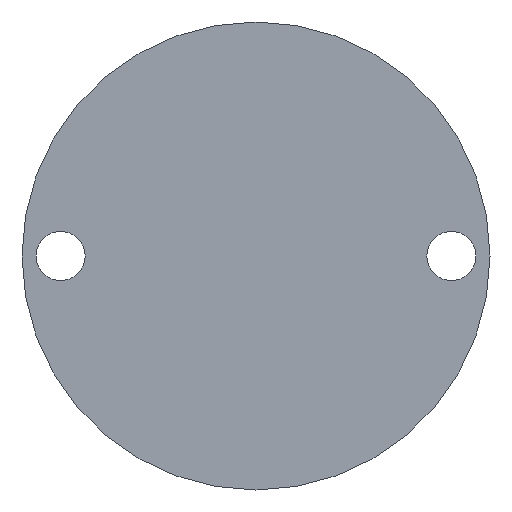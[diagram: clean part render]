
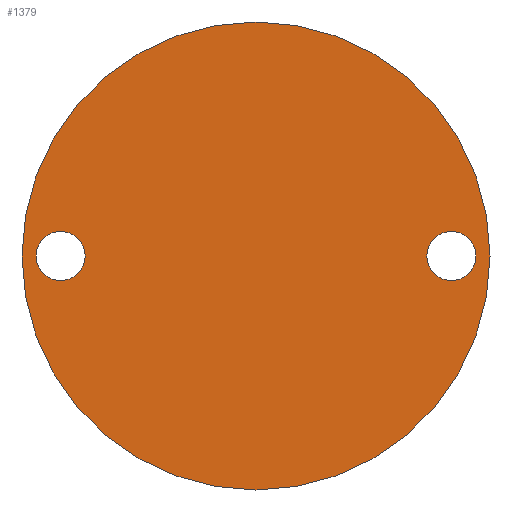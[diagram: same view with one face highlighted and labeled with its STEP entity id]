
A CAD part, front view. The second image highlights one B-rep face of the part: STEP entity #1379.
In plain terms, the highlighted planar face has unit normal (0, -1, 0).
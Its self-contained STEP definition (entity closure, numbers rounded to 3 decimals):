
#29 = ORIENTED_EDGE ( 'NONE', *, *, #1019, .T. ) ;
#30 = VERTEX_POINT ( 'NONE', #777 ) ;
#64 = ORIENTED_EDGE ( 'NONE', *, *, #1039, .T. ) ;
#94 = AXIS2_PLACEMENT_3D ( 'NONE', #795, #1437, #1098 ) ;
#272 = DIRECTION ( 'NONE',  ( 0., 1., 0. ) ) ;
#310 = CARTESIAN_POINT ( 'NONE',  ( 0., 0., 0. ) ) ;
#399 = CARTESIAN_POINT ( 'NONE',  ( -41.75, 0., 0. ) ) ;
#407 = AXIS2_PLACEMENT_3D ( 'NONE', #1406, #926, #1563 ) ;
#416 = CARTESIAN_POINT ( 'NONE',  ( 41.75, 0., 0. ) ) ;
#422 = VERTEX_POINT ( 'NONE', #1494 ) ;
#457 = FACE_OUTER_BOUND ( 'NONE', #756, .T. ) ;
#460 = EDGE_CURVE ( 'NONE', #946, #1242, #1777, .T. ) ;
#551 = CIRCLE ( 'NONE', #407, 50. ) ;
#574 = AXIS2_PLACEMENT_3D ( 'NONE', #310, #1234, #1684 ) ;
#606 = PLANE ( 'NONE',  #574 ) ;
#634 = EDGE_CURVE ( 'NONE', #965, #422, #1429, .T. ) ;
#635 = DIRECTION ( 'NONE',  ( 0., 1., 0. ) ) ;
#756 = EDGE_LOOP ( 'NONE', ( #29, #1386 ) ) ;
#777 = CARTESIAN_POINT ( 'NONE',  ( 50., 0., 0. ) ) ;
#795 = CARTESIAN_POINT ( 'NONE',  ( -41.75, 0., 0. ) ) ;
#865 = CIRCLE ( 'NONE', #1457, 5.25 ) ;
#870 = EDGE_CURVE ( 'NONE', #1104, #30, #1213, .T. ) ;
#897 = ORIENTED_EDGE ( 'NONE', *, *, #460, .T. ) ;
#899 = DIRECTION ( 'NONE',  ( 0., 1., 0. ) ) ;
#923 = FACE_BOUND ( 'NONE', #1679, .T. ) ;
#926 = DIRECTION ( 'NONE',  ( 0., -1., 0. ) ) ;
#944 = ORIENTED_EDGE ( 'NONE', *, *, #1260, .T. ) ;
#946 = VERTEX_POINT ( 'NONE', #1171 ) ;
#965 = VERTEX_POINT ( 'NONE', #1381 ) ;
#1019 = EDGE_CURVE ( 'NONE', #30, #1104, #551, .T. ) ;
#1039 = EDGE_CURVE ( 'NONE', #1242, #946, #1560, .T. ) ;
#1045 = DIRECTION ( 'NONE',  ( 0., -1., 0. ) ) ;
#1047 = DIRECTION ( 'NONE',  ( -1., 0., 0. ) ) ;
#1066 = AXIS2_PLACEMENT_3D ( 'NONE', #1486, #1045, #1829 ) ;
#1088 = FACE_BOUND ( 'NONE', #1995, .T. ) ;
#1095 = ORIENTED_EDGE ( 'NONE', *, *, #634, .T. ) ;
#1098 = DIRECTION ( 'NONE',  ( -1., 0., 0. ) ) ;
#1104 = VERTEX_POINT ( 'NONE', #1721 ) ;
#1168 = CARTESIAN_POINT ( 'NONE',  ( 36.5, 0., 0. ) ) ;
#1171 = CARTESIAN_POINT ( 'NONE',  ( 47., 0., 0. ) ) ;
#1213 = CIRCLE ( 'NONE', #1066, 50. ) ;
#1234 = DIRECTION ( 'NONE',  ( 0., 1., 0. ) ) ;
#1242 = VERTEX_POINT ( 'NONE', #1168 ) ;
#1260 = EDGE_CURVE ( 'NONE', #422, #965, #865, .T. ) ;
#1379 = ADVANCED_FACE ( 'NONE', ( #1088, #923, #457 ), #606, .F. ) ;
#1381 = CARTESIAN_POINT ( 'NONE',  ( -47., 0., 0. ) ) ;
#1386 = ORIENTED_EDGE ( 'NONE', *, *, #870, .T. ) ;
#1406 = CARTESIAN_POINT ( 'NONE',  ( 0., 0., 0. ) ) ;
#1427 = AXIS2_PLACEMENT_3D ( 'NONE', #416, #272, #1047 ) ;
#1429 = CIRCLE ( 'NONE', #94, 5.25 ) ;
#1437 = DIRECTION ( 'NONE',  ( 0., 1., 0. ) ) ;
#1457 = AXIS2_PLACEMENT_3D ( 'NONE', #399, #899, #1658 ) ;
#1481 = AXIS2_PLACEMENT_3D ( 'NONE', #1548, #635, #1732 ) ;
#1486 = CARTESIAN_POINT ( 'NONE',  ( 0., 0., 0. ) ) ;
#1494 = CARTESIAN_POINT ( 'NONE',  ( -36.5, 0., 0. ) ) ;
#1548 = CARTESIAN_POINT ( 'NONE',  ( 41.75, 0., 0. ) ) ;
#1560 = CIRCLE ( 'NONE', #1481, 5.25 ) ;
#1563 = DIRECTION ( 'NONE',  ( 1., 0., 0. ) ) ;
#1658 = DIRECTION ( 'NONE',  ( -1., 0., 0. ) ) ;
#1679 = EDGE_LOOP ( 'NONE', ( #64, #897 ) ) ;
#1684 = DIRECTION ( 'NONE',  ( -1., 0., 0. ) ) ;
#1721 = CARTESIAN_POINT ( 'NONE',  ( -50., 0., 0. ) ) ;
#1732 = DIRECTION ( 'NONE',  ( -1., 0., 0. ) ) ;
#1777 = CIRCLE ( 'NONE', #1427, 5.25 ) ;
#1829 = DIRECTION ( 'NONE',  ( 1., 0., 0. ) ) ;
#1995 = EDGE_LOOP ( 'NONE', ( #1095, #944 ) ) ;
